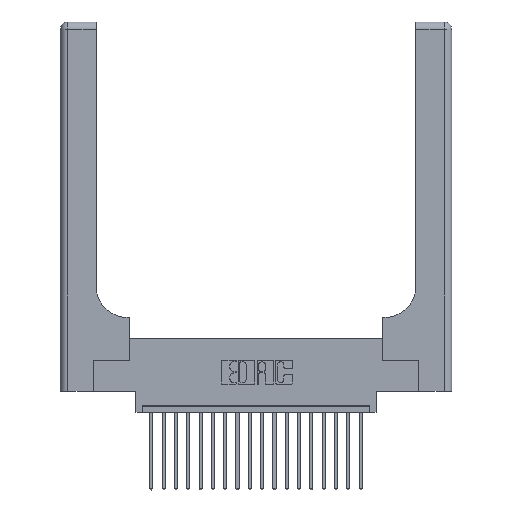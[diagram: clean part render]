
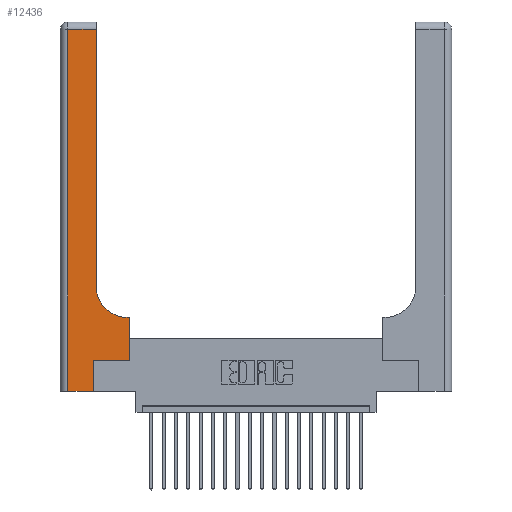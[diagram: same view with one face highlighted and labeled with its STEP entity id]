
A CAD part, top view. The second image highlights one B-rep face of the part: STEP entity #12436.
In plain terms, the highlighted planar face has unit normal (0, 0, 1).
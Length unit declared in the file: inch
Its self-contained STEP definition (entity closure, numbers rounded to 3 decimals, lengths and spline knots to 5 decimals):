
#33 = EDGE_CURVE ( 'NONE', #5551, #1732, #3998, .T. ) ;
#123 = EDGE_CURVE ( 'NONE', #21474, #5551, #9582, .T. ) ;
#504 = EDGE_CURVE ( 'NONE', #19259, #21474, #5535, .T. ) ;
#1643 = VERTEX_POINT ( 'NONE', #17290 ) ;
#1664 = VECTOR ( 'NONE', #17331, 39.37008 ) ;
#1732 = VERTEX_POINT ( 'NONE', #17530 ) ;
#1791 = CARTESIAN_POINT ( 'NONE',  ( 0.06, 3., 0.37 ) ) ;
#1896 = CARTESIAN_POINT ( 'NONE',  ( 0.269, 0., 0.37 ) ) ;
#1977 = DIRECTION ( 'NONE',  ( 0., 1., 0. ) ) ;
#2087 = EDGE_CURVE ( 'NONE', #1732, #10720, #6487, .T. ) ;
#2103 = VECTOR ( 'NONE', #19061, 39.37008 ) ;
#3144 = CARTESIAN_POINT ( 'NONE',  ( 0.2915, 0.85, 0.37 ) ) ;
#3299 = DIRECTION ( 'NONE',  ( 0., 0., -1. ) ) ;
#3658 = ORIENTED_EDGE ( 'NONE', *, *, #5783, .T. ) ;
#3873 = VECTOR ( 'NONE', #1977, 39.37008 ) ;
#3941 = LINE ( 'NONE', #10184, #21511 ) ;
#3952 = ORIENTED_EDGE ( 'NONE', *, *, #9261, .T. ) ;
#3998 = LINE ( 'NONE', #14567, #22093 ) ;
#5535 = CIRCLE ( 'NONE', #8719, 0.25 ) ;
#5551 = VERTEX_POINT ( 'NONE', #16764 ) ;
#5783 = EDGE_CURVE ( 'NONE', #10720, #1643, #3941, .T. ) ;
#6132 = DIRECTION ( 'NONE',  ( -1., 0., 0. ) ) ;
#6175 = EDGE_CURVE ( 'NONE', #18964, #19259, #18268, .T. ) ;
#6487 = LINE ( 'NONE', #1791, #1664 ) ;
#6840 = ORIENTED_EDGE ( 'NONE', *, *, #9885, .T. ) ;
#7023 = ORIENTED_EDGE ( 'NONE', *, *, #2087, .T. ) ;
#7172 = AXIS2_PLACEMENT_3D ( 'NONE', #13338, #3299, #8454 ) ;
#7876 = LINE ( 'NONE', #1896, #3873 ) ;
#8402 = ORIENTED_EDGE ( 'NONE', *, *, #504, .T. ) ;
#8454 = DIRECTION ( 'NONE',  ( -1., 0., 0. ) ) ;
#8618 = CARTESIAN_POINT ( 'NONE',  ( 0.269, 0.25, 0.37 ) ) ;
#8719 = AXIS2_PLACEMENT_3D ( 'NONE', #13214, #18466, #13360 ) ;
#8855 = CARTESIAN_POINT ( 'NONE',  ( 0.5585, 0.25, 0.37 ) ) ;
#8994 = DIRECTION ( 'NONE',  ( 1., 0., 0. ) ) ;
#9261 = EDGE_CURVE ( 'NONE', #9509, #18964, #10117, .T. ) ;
#9509 = VERTEX_POINT ( 'NONE', #20957 ) ;
#9582 = LINE ( 'NONE', #21323, #19642 ) ;
#9885 = EDGE_CURVE ( 'NONE', #18049, #9509, #14603, .T. ) ;
#9967 = CARTESIAN_POINT ( 'NONE',  ( 0.06, 0., 0.37 ) ) ;
#10117 = LINE ( 'NONE', #8855, #2103 ) ;
#10184 = CARTESIAN_POINT ( 'NONE',  ( 0., 0., 0.37 ) ) ;
#10262 = FACE_OUTER_BOUND ( 'NONE', #14827, .T. ) ;
#10720 = VERTEX_POINT ( 'NONE', #9967 ) ;
#11186 = DIRECTION ( 'NONE',  ( 0., 1., 0. ) ) ;
#11615 = PLANE ( 'NONE',  #7172 ) ;
#11657 = ORIENTED_EDGE ( 'NONE', *, *, #19418, .T. ) ;
#12436 = ADVANCED_FACE ( 'NONE', ( #10262 ), #11615, .F. ) ;
#12614 = DIRECTION ( 'NONE',  ( -1., 0., 0. ) ) ;
#13214 = CARTESIAN_POINT ( 'NONE',  ( 0.5415, 0.85, 0.37 ) ) ;
#13338 = CARTESIAN_POINT ( 'NONE',  ( 0., 3., 0.37 ) ) ;
#13360 = DIRECTION ( 'NONE',  ( 1., 0., 0. ) ) ;
#14567 = CARTESIAN_POINT ( 'NONE',  ( 0., 2.94, 0.37 ) ) ;
#14603 = LINE ( 'NONE', #8618, #17785 ) ;
#14827 = EDGE_LOOP ( 'NONE', ( #15046, #18506, #7023, #3658, #11657, #6840, #3952, #16993, #8402 ) ) ;
#15046 = ORIENTED_EDGE ( 'NONE', *, *, #123, .T. ) ;
#16138 = VECTOR ( 'NONE', #6132, 39.37008 ) ;
#16207 = CARTESIAN_POINT ( 'NONE',  ( 0.5585, 0.6, 0.37 ) ) ;
#16718 = CARTESIAN_POINT ( 'NONE',  ( 0.5415, 0.6, 0.37 ) ) ;
#16764 = CARTESIAN_POINT ( 'NONE',  ( 0.2915, 2.94, 0.37 ) ) ;
#16993 = ORIENTED_EDGE ( 'NONE', *, *, #6175, .T. ) ;
#17069 = CARTESIAN_POINT ( 'NONE',  ( 0.269, 0.25, 0.37 ) ) ;
#17290 = CARTESIAN_POINT ( 'NONE',  ( 0.269, 0., 0.37 ) ) ;
#17331 = DIRECTION ( 'NONE',  ( 0., -1., 0. ) ) ;
#17530 = CARTESIAN_POINT ( 'NONE',  ( 0.06, 2.94, 0.37 ) ) ;
#17785 = VECTOR ( 'NONE', #20499, 39.37008 ) ;
#18049 = VERTEX_POINT ( 'NONE', #17069 ) ;
#18268 = LINE ( 'NONE', #21599, #16138 ) ;
#18466 = DIRECTION ( 'NONE',  ( 0., 0., -1. ) ) ;
#18506 = ORIENTED_EDGE ( 'NONE', *, *, #33, .T. ) ;
#18964 = VERTEX_POINT ( 'NONE', #16207 ) ;
#19061 = DIRECTION ( 'NONE',  ( 0., 1., 0. ) ) ;
#19259 = VERTEX_POINT ( 'NONE', #16718 ) ;
#19418 = EDGE_CURVE ( 'NONE', #1643, #18049, #7876, .T. ) ;
#19642 = VECTOR ( 'NONE', #11186, 39.37008 ) ;
#20499 = DIRECTION ( 'NONE',  ( 1., 0., 0. ) ) ;
#20957 = CARTESIAN_POINT ( 'NONE',  ( 0.5585, 0.25, 0.37 ) ) ;
#21323 = CARTESIAN_POINT ( 'NONE',  ( 0.2915, 3., 0.37 ) ) ;
#21474 = VERTEX_POINT ( 'NONE', #3144 ) ;
#21511 = VECTOR ( 'NONE', #8994, 39.37008 ) ;
#21599 = CARTESIAN_POINT ( 'NONE',  ( 0.2915, 0.6, 0.37 ) ) ;
#22093 = VECTOR ( 'NONE', #12614, 39.37008 ) ;
